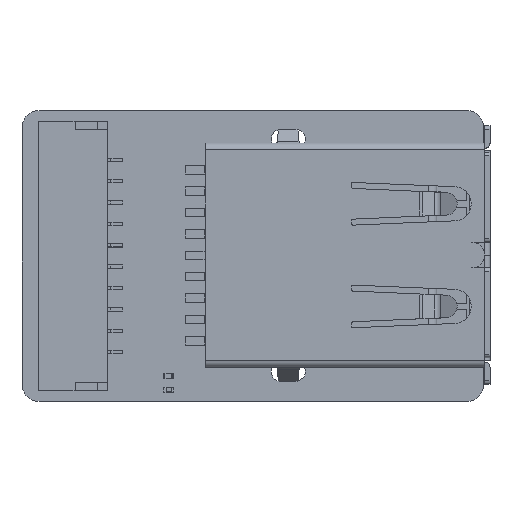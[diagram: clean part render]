
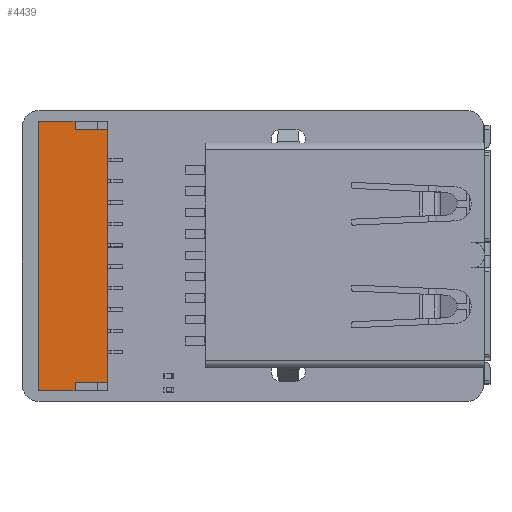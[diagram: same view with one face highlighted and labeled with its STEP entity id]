
A CAD part, top view. The second image highlights one B-rep face of the part: STEP entity #4439.
In plain terms, the highlighted planar face has unit normal (0, 0, 1).
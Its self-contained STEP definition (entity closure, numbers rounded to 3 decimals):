
#89 = PLANE('',#90);
#90 = AXIS2_PLACEMENT_3D('',#91,#92,#93);
#91 = CARTESIAN_POINT('',(-7.875,1.58,-0.005));
#92 = DIRECTION('',(1.,0.,0.));
#93 = DIRECTION('',(0.,-1.,0.));
#241 = PLANE('',#242);
#242 = AXIS2_PLACEMENT_3D('',#243,#244,#245);
#243 = CARTESIAN_POINT('',(-7.875,1.58,-0.005));
#244 = DIRECTION('',(0.,-1.,0.));
#245 = DIRECTION('',(1.,0.,0.));
#338 = VERTEX_POINT('',#339);
#339 = CARTESIAN_POINT('',(-7.875,-0.32,4.245));
#353 = PLANE('',#354);
#354 = AXIS2_PLACEMENT_3D('',#355,#356,#357);
#355 = CARTESIAN_POINT('',(-7.875,-0.32,3.595));
#356 = DIRECTION('',(0.,-1.,0.));
#357 = DIRECTION('',(0.,0.,1.));
#365 = EDGE_CURVE('',#338,#366,#368,.T.);
#366 = VERTEX_POINT('',#367);
#367 = CARTESIAN_POINT('',(-7.875,-2.47,4.245));
#368 = SURFACE_CURVE('',#369,(#373,#380),.PCURVE_S1.);
#369 = LINE('',#370,#371);
#370 = CARTESIAN_POINT('',(-7.875,1.58,4.245));
#371 = VECTOR('',#372,1.);
#372 = DIRECTION('',(0.,-1.,0.));
#373 = PCURVE('',#89,#374);
#374 = DEFINITIONAL_REPRESENTATION('',(#375),#379);
#375 = LINE('',#376,#377);
#376 = CARTESIAN_POINT('',(0.,-4.25));
#377 = VECTOR('',#378,1.);
#378 = DIRECTION('',(1.,0.));
#379 = ( GEOMETRIC_REPRESENTATION_CONTEXT(2) 
PARAMETRIC_REPRESENTATION_CONTEXT() REPRESENTATION_CONTEXT('2D SPACE',''
  ) );
#380 = PCURVE('',#381,#386);
#381 = PLANE('',#382);
#382 = AXIS2_PLACEMENT_3D('',#383,#384,#385);
#383 = CARTESIAN_POINT('',(-7.875,1.58,4.245));
#384 = DIRECTION('',(0.,0.,1.));
#385 = DIRECTION('',(0.,-1.,0.));
#386 = DEFINITIONAL_REPRESENTATION('',(#387),#391);
#387 = LINE('',#388,#389);
#388 = CARTESIAN_POINT('',(0.,0.));
#389 = VECTOR('',#390,1.);
#390 = DIRECTION('',(1.,0.));
#391 = ( GEOMETRIC_REPRESENTATION_CONTEXT(2) 
PARAMETRIC_REPRESENTATION_CONTEXT() REPRESENTATION_CONTEXT('2D SPACE',''
  ) );
#409 = PLANE('',#410);
#410 = AXIS2_PLACEMENT_3D('',#411,#412,#413);
#411 = CARTESIAN_POINT('',(-7.875,-2.47,-0.005));
#412 = DIRECTION('',(0.,-1.,0.));
#413 = DIRECTION('',(1.,0.,0.));
#702 = PLANE('',#703);
#703 = AXIS2_PLACEMENT_3D('',#704,#705,#706);
#704 = CARTESIAN_POINT('',(7.875,1.58,-0.005));
#705 = DIRECTION('',(1.,0.,0.));
#706 = DIRECTION('',(0.,-1.,0.));
#1361 = VERTEX_POINT('',#1362);
#1362 = CARTESIAN_POINT('',(7.875,-2.47,4.245));
#1383 = EDGE_CURVE('',#366,#1361,#1384,.T.);
#1384 = SURFACE_CURVE('',#1385,(#1389,#1396),.PCURVE_S1.);
#1385 = LINE('',#1386,#1387);
#1386 = CARTESIAN_POINT('',(-7.875,-2.47,4.245));
#1387 = VECTOR('',#1388,1.);
#1388 = DIRECTION('',(1.,0.,0.));
#1389 = PCURVE('',#409,#1390);
#1390 = DEFINITIONAL_REPRESENTATION('',(#1391),#1395);
#1391 = LINE('',#1392,#1393);
#1392 = CARTESIAN_POINT('',(0.,4.25));
#1393 = VECTOR('',#1394,1.);
#1394 = DIRECTION('',(1.,0.));
#1395 = ( GEOMETRIC_REPRESENTATION_CONTEXT(2) 
PARAMETRIC_REPRESENTATION_CONTEXT() REPRESENTATION_CONTEXT('2D SPACE',''
  ) );
#1396 = PCURVE('',#381,#1397);
#1397 = DEFINITIONAL_REPRESENTATION('',(#1398),#1402);
#1398 = LINE('',#1399,#1400);
#1399 = CARTESIAN_POINT('',(4.05,0.));
#1400 = VECTOR('',#1401,1.);
#1401 = DIRECTION('',(0.,1.));
#1402 = ( GEOMETRIC_REPRESENTATION_CONTEXT(2) 
PARAMETRIC_REPRESENTATION_CONTEXT() REPRESENTATION_CONTEXT('2D SPACE',''
  ) );
#4439 = ADVANCED_FACE('',(#4440),#381,.T.);
#4440 = FACE_BOUND('',#4441,.T.);
#4441 = EDGE_LOOP('',(#4442,#4467,#4495,#4516,#4517,#4518,#4541,#4569));
#4442 = ORIENTED_EDGE('',*,*,#4443,.F.);
#4443 = EDGE_CURVE('',#4444,#4446,#4448,.T.);
#4444 = VERTEX_POINT('',#4445);
#4445 = CARTESIAN_POINT('',(-7.375,1.58,4.245));
#4446 = VERTEX_POINT('',#4447);
#4447 = CARTESIAN_POINT('',(7.375,1.58,4.245));
#4448 = SURFACE_CURVE('',#4449,(#4453,#4460),.PCURVE_S1.);
#4449 = LINE('',#4450,#4451);
#4450 = CARTESIAN_POINT('',(-7.875,1.58,4.245));
#4451 = VECTOR('',#4452,1.);
#4452 = DIRECTION('',(1.,0.,0.));
#4453 = PCURVE('',#381,#4454);
#4454 = DEFINITIONAL_REPRESENTATION('',(#4455),#4459);
#4455 = LINE('',#4456,#4457);
#4456 = CARTESIAN_POINT('',(0.,0.));
#4457 = VECTOR('',#4458,1.);
#4458 = DIRECTION('',(0.,1.));
#4459 = ( GEOMETRIC_REPRESENTATION_CONTEXT(2) 
PARAMETRIC_REPRESENTATION_CONTEXT() REPRESENTATION_CONTEXT('2D SPACE',''
  ) );
#4460 = PCURVE('',#241,#4461);
#4461 = DEFINITIONAL_REPRESENTATION('',(#4462),#4466);
#4462 = LINE('',#4463,#4464);
#4463 = CARTESIAN_POINT('',(0.,4.25));
#4464 = VECTOR('',#4465,1.);
#4465 = DIRECTION('',(1.,0.));
#4466 = ( GEOMETRIC_REPRESENTATION_CONTEXT(2) 
PARAMETRIC_REPRESENTATION_CONTEXT() REPRESENTATION_CONTEXT('2D SPACE',''
  ) );
#4467 = ORIENTED_EDGE('',*,*,#4468,.F.);
#4468 = EDGE_CURVE('',#4469,#4444,#4471,.T.);
#4469 = VERTEX_POINT('',#4470);
#4470 = CARTESIAN_POINT('',(-7.375,-0.32,4.245));
#4471 = SURFACE_CURVE('',#4472,(#4476,#4483),.PCURVE_S1.);
#4472 = LINE('',#4473,#4474);
#4473 = CARTESIAN_POINT('',(-7.375,-0.32,4.245));
#4474 = VECTOR('',#4475,1.);
#4475 = DIRECTION('',(0.,1.,0.));
#4476 = PCURVE('',#381,#4477);
#4477 = DEFINITIONAL_REPRESENTATION('',(#4478),#4482);
#4478 = LINE('',#4479,#4480);
#4479 = CARTESIAN_POINT('',(1.9,0.5));
#4480 = VECTOR('',#4481,1.);
#4481 = DIRECTION('',(-1.,0.));
#4482 = ( GEOMETRIC_REPRESENTATION_CONTEXT(2) 
PARAMETRIC_REPRESENTATION_CONTEXT() REPRESENTATION_CONTEXT('2D SPACE',''
  ) );
#4483 = PCURVE('',#4484,#4489);
#4484 = PLANE('',#4485);
#4485 = AXIS2_PLACEMENT_3D('',#4486,#4487,#4488);
#4486 = CARTESIAN_POINT('',(-7.375,0.881,3.371));
#4487 = DIRECTION('',(-1.,0.,0.));
#4488 = DIRECTION('',(0.,1.,0.));
#4489 = DEFINITIONAL_REPRESENTATION('',(#4490),#4494);
#4490 = LINE('',#4491,#4492);
#4491 = CARTESIAN_POINT('',(-1.201,-0.874));
#4492 = VECTOR('',#4493,1.);
#4493 = DIRECTION('',(1.,0.));
#4494 = ( GEOMETRIC_REPRESENTATION_CONTEXT(2) 
PARAMETRIC_REPRESENTATION_CONTEXT() REPRESENTATION_CONTEXT('2D SPACE',''
  ) );
#4495 = ORIENTED_EDGE('',*,*,#4496,.F.);
#4496 = EDGE_CURVE('',#338,#4469,#4497,.T.);
#4497 = SURFACE_CURVE('',#4498,(#4502,#4509),.PCURVE_S1.);
#4498 = LINE('',#4499,#4500);
#4499 = CARTESIAN_POINT('',(-7.875,-0.32,4.245));
#4500 = VECTOR('',#4501,1.);
#4501 = DIRECTION('',(1.,0.,0.));
#4502 = PCURVE('',#381,#4503);
#4503 = DEFINITIONAL_REPRESENTATION('',(#4504),#4508);
#4504 = LINE('',#4505,#4506);
#4505 = CARTESIAN_POINT('',(1.9,0.));
#4506 = VECTOR('',#4507,1.);
#4507 = DIRECTION('',(0.,1.));
#4508 = ( GEOMETRIC_REPRESENTATION_CONTEXT(2) 
PARAMETRIC_REPRESENTATION_CONTEXT() REPRESENTATION_CONTEXT('2D SPACE',''
  ) );
#4509 = PCURVE('',#353,#4510);
#4510 = DEFINITIONAL_REPRESENTATION('',(#4511),#4515);
#4511 = LINE('',#4512,#4513);
#4512 = CARTESIAN_POINT('',(0.65,0.));
#4513 = VECTOR('',#4514,1.);
#4514 = DIRECTION('',(0.,-1.));
#4515 = ( GEOMETRIC_REPRESENTATION_CONTEXT(2) 
PARAMETRIC_REPRESENTATION_CONTEXT() REPRESENTATION_CONTEXT('2D SPACE',''
  ) );
#4516 = ORIENTED_EDGE('',*,*,#365,.T.);
#4517 = ORIENTED_EDGE('',*,*,#1383,.T.);
#4518 = ORIENTED_EDGE('',*,*,#4519,.F.);
#4519 = EDGE_CURVE('',#4520,#1361,#4522,.T.);
#4520 = VERTEX_POINT('',#4521);
#4521 = CARTESIAN_POINT('',(7.875,-0.32,4.245));
#4522 = SURFACE_CURVE('',#4523,(#4527,#4534),.PCURVE_S1.);
#4523 = LINE('',#4524,#4525);
#4524 = CARTESIAN_POINT('',(7.875,1.58,4.245));
#4525 = VECTOR('',#4526,1.);
#4526 = DIRECTION('',(0.,-1.,0.));
#4527 = PCURVE('',#381,#4528);
#4528 = DEFINITIONAL_REPRESENTATION('',(#4529),#4533);
#4529 = LINE('',#4530,#4531);
#4530 = CARTESIAN_POINT('',(0.,15.75));
#4531 = VECTOR('',#4532,1.);
#4532 = DIRECTION('',(1.,0.));
#4533 = ( GEOMETRIC_REPRESENTATION_CONTEXT(2) 
PARAMETRIC_REPRESENTATION_CONTEXT() REPRESENTATION_CONTEXT('2D SPACE',''
  ) );
#4534 = PCURVE('',#702,#4535);
#4535 = DEFINITIONAL_REPRESENTATION('',(#4536),#4540);
#4536 = LINE('',#4537,#4538);
#4537 = CARTESIAN_POINT('',(0.,-4.25));
#4538 = VECTOR('',#4539,1.);
#4539 = DIRECTION('',(1.,0.));
#4540 = ( GEOMETRIC_REPRESENTATION_CONTEXT(2) 
PARAMETRIC_REPRESENTATION_CONTEXT() REPRESENTATION_CONTEXT('2D SPACE',''
  ) );
#4541 = ORIENTED_EDGE('',*,*,#4542,.F.);
#4542 = EDGE_CURVE('',#4543,#4520,#4545,.T.);
#4543 = VERTEX_POINT('',#4544);
#4544 = CARTESIAN_POINT('',(7.375,-0.32,4.245));
#4545 = SURFACE_CURVE('',#4546,(#4550,#4557),.PCURVE_S1.);
#4546 = LINE('',#4547,#4548);
#4547 = CARTESIAN_POINT('',(7.375,-0.32,4.245));
#4548 = VECTOR('',#4549,1.);
#4549 = DIRECTION('',(1.,0.,0.));
#4550 = PCURVE('',#381,#4551);
#4551 = DEFINITIONAL_REPRESENTATION('',(#4552),#4556);
#4552 = LINE('',#4553,#4554);
#4553 = CARTESIAN_POINT('',(1.9,15.25));
#4554 = VECTOR('',#4555,1.);
#4555 = DIRECTION('',(0.,1.));
#4556 = ( GEOMETRIC_REPRESENTATION_CONTEXT(2) 
PARAMETRIC_REPRESENTATION_CONTEXT() REPRESENTATION_CONTEXT('2D SPACE',''
  ) );
#4557 = PCURVE('',#4558,#4563);
#4558 = PLANE('',#4559);
#4559 = AXIS2_PLACEMENT_3D('',#4560,#4561,#4562);
#4560 = CARTESIAN_POINT('',(7.375,-0.32,3.595));
#4561 = DIRECTION('',(0.,-1.,0.));
#4562 = DIRECTION('',(0.,0.,1.));
#4563 = DEFINITIONAL_REPRESENTATION('',(#4564),#4568);
#4564 = LINE('',#4565,#4566);
#4565 = CARTESIAN_POINT('',(0.65,0.));
#4566 = VECTOR('',#4567,1.);
#4567 = DIRECTION('',(0.,-1.));
#4568 = ( GEOMETRIC_REPRESENTATION_CONTEXT(2) 
PARAMETRIC_REPRESENTATION_CONTEXT() REPRESENTATION_CONTEXT('2D SPACE',''
  ) );
#4569 = ORIENTED_EDGE('',*,*,#4570,.T.);
#4570 = EDGE_CURVE('',#4543,#4446,#4571,.T.);
#4571 = SURFACE_CURVE('',#4572,(#4576,#4583),.PCURVE_S1.);
#4572 = LINE('',#4573,#4574);
#4573 = CARTESIAN_POINT('',(7.375,-0.32,4.245));
#4574 = VECTOR('',#4575,1.);
#4575 = DIRECTION('',(0.,1.,0.));
#4576 = PCURVE('',#381,#4577);
#4577 = DEFINITIONAL_REPRESENTATION('',(#4578),#4582);
#4578 = LINE('',#4579,#4580);
#4579 = CARTESIAN_POINT('',(1.9,15.25));
#4580 = VECTOR('',#4581,1.);
#4581 = DIRECTION('',(-1.,0.));
#4582 = ( GEOMETRIC_REPRESENTATION_CONTEXT(2) 
PARAMETRIC_REPRESENTATION_CONTEXT() REPRESENTATION_CONTEXT('2D SPACE',''
  ) );
#4583 = PCURVE('',#4584,#4589);
#4584 = PLANE('',#4585);
#4585 = AXIS2_PLACEMENT_3D('',#4586,#4587,#4588);
#4586 = CARTESIAN_POINT('',(7.375,0.881,3.371));
#4587 = DIRECTION('',(-1.,0.,0.));
#4588 = DIRECTION('',(0.,1.,0.));
#4589 = DEFINITIONAL_REPRESENTATION('',(#4590),#4594);
#4590 = LINE('',#4591,#4592);
#4591 = CARTESIAN_POINT('',(-1.201,-0.874));
#4592 = VECTOR('',#4593,1.);
#4593 = DIRECTION('',(1.,0.));
#4594 = ( GEOMETRIC_REPRESENTATION_CONTEXT(2) 
PARAMETRIC_REPRESENTATION_CONTEXT() REPRESENTATION_CONTEXT('2D SPACE',''
  ) );
